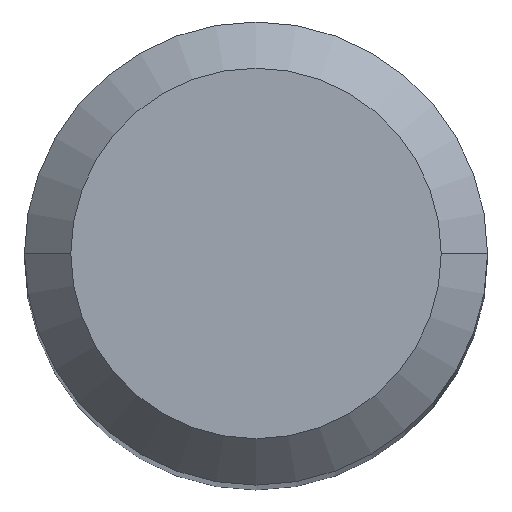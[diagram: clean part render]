
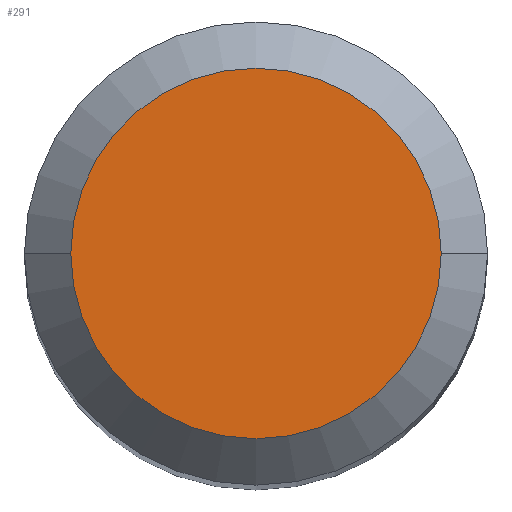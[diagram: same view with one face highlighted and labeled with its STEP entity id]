
A CAD part, top view. The second image highlights one B-rep face of the part: STEP entity #291.
In plain terms, the highlighted planar face has unit normal (0, 0, 1).
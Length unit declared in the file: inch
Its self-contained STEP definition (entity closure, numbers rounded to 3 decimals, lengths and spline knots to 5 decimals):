
#5 = AXIS2_PLACEMENT_3D ( 'NONE', #26, #400, #403 ) ;
#26 = CARTESIAN_POINT ( 'NONE',  ( 0., 0., 0. ) ) ;
#112 = ORIENTED_EDGE ( 'NONE', *, *, #223, .T. ) ;
#116 = CARTESIAN_POINT ( 'NONE',  ( 0.09448, 0., 0. ) ) ;
#138 = CIRCLE ( 'NONE', #143, 0.09448 ) ;
#143 = AXIS2_PLACEMENT_3D ( 'NONE', #483, #296, #255 ) ;
#174 = FACE_OUTER_BOUND ( 'NONE', #319, .T. ) ;
#196 = VERTEX_POINT ( 'NONE', #289 ) ;
#206 = EDGE_CURVE ( 'NONE', #337, #196, #138, .T. ) ;
#223 = EDGE_CURVE ( 'NONE', #196, #337, #485, .T. ) ;
#234 = CARTESIAN_POINT ( 'NONE',  ( 0., 0., 0. ) ) ;
#255 = DIRECTION ( 'NONE',  ( 1., 0., 0. ) ) ;
#289 = CARTESIAN_POINT ( 'NONE',  ( -0.09448, 0., 0. ) ) ;
#291 = ADVANCED_FACE ( 'NONE', ( #174 ), #326, .F. ) ;
#296 = DIRECTION ( 'NONE',  ( 0., 0., 1. ) ) ;
#299 = ORIENTED_EDGE ( 'NONE', *, *, #206, .T. ) ;
#310 = DIRECTION ( 'NONE',  ( -1., 0., 0. ) ) ;
#319 = EDGE_LOOP ( 'NONE', ( #112, #299 ) ) ;
#326 = PLANE ( 'NONE',  #462 ) ;
#337 = VERTEX_POINT ( 'NONE', #116 ) ;
#400 = DIRECTION ( 'NONE',  ( 0., 0., 1. ) ) ;
#403 = DIRECTION ( 'NONE',  ( 1., 0., 0. ) ) ;
#415 = DIRECTION ( 'NONE',  ( 0., 0., -1. ) ) ;
#462 = AXIS2_PLACEMENT_3D ( 'NONE', #234, #415, #310 ) ;
#483 = CARTESIAN_POINT ( 'NONE',  ( 0., 0., 0. ) ) ;
#485 = CIRCLE ( 'NONE', #5, 0.09448 ) ;
